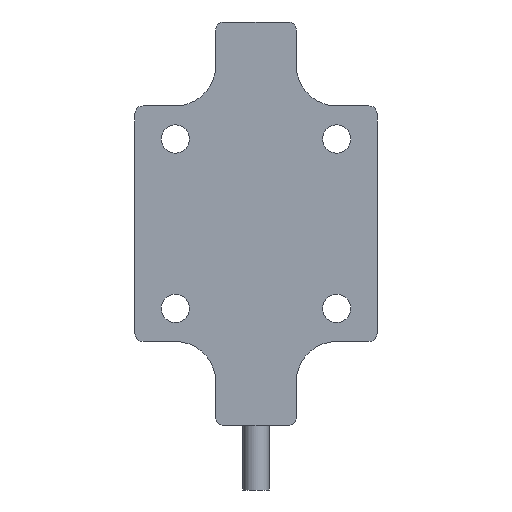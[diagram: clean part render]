
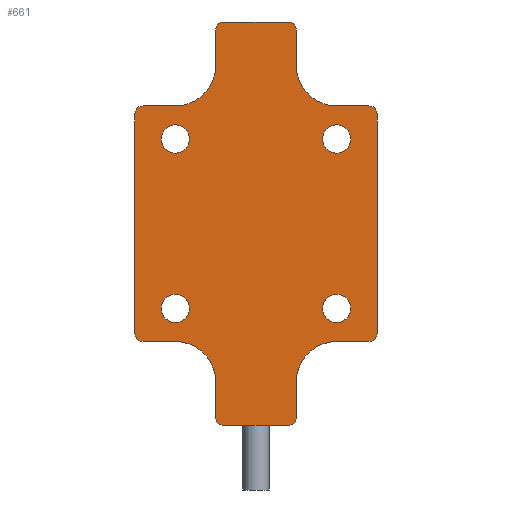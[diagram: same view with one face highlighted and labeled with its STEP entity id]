
A CAD part, front view. The second image highlights one B-rep face of the part: STEP entity #661.
In plain terms, the highlighted planar face has unit normal (0, -1, 0).
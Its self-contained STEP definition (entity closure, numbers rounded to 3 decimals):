
#17=FACE_BOUND('',#93,.T.);
#18=FACE_BOUND('',#94,.T.);
#19=FACE_BOUND('',#95,.T.);
#20=FACE_BOUND('',#96,.T.);
#32=PLANE('',#726);
#55=FACE_OUTER_BOUND('',#92,.T.);
#92=EDGE_LOOP('',(#488,#489,#490,#491,#492,#493,#494,#495,#496,#497,#498,
#499,#500,#501,#502,#503,#504,#505,#506,#507,#508,#509,#510,#511));
#93=EDGE_LOOP('',(#512));
#94=EDGE_LOOP('',(#513));
#95=EDGE_LOOP('',(#514));
#96=EDGE_LOOP('',(#515));
#131=LINE('',#1005,#187);
#135=LINE('',#1012,#191);
#139=LINE('',#1024,#195);
#144=LINE('',#1039,#200);
#147=LINE('',#1051,#203);
#151=LINE('',#1058,#207);
#155=LINE('',#1071,#211);
#158=LINE('',#1076,#214);
#159=LINE('',#1080,#215);
#160=LINE('',#1085,#216);
#161=LINE('',#1088,#217);
#162=LINE('',#1092,#218);
#187=VECTOR('',#799,10.);
#191=VECTOR('',#803,10.);
#195=VECTOR('',#815,10.);
#200=VECTOR('',#828,10.);
#203=VECTOR('',#839,10.);
#207=VECTOR('',#843,10.);
#211=VECTOR('',#855,10.);
#214=VECTOR('',#860,10.);
#215=VECTOR('',#863,10.);
#216=VECTOR('',#868,10.);
#217=VECTOR('',#871,10.);
#218=VECTOR('',#874,10.);
#241=CIRCLE('',#708,5.);
#243=CIRCLE('',#712,5.);
#245=CIRCLE('',#716,5.);
#247=CIRCLE('',#720,5.);
#249=CIRCLE('',#724,1.);
#250=CIRCLE('',#727,1.);
#251=CIRCLE('',#728,1.);
#252=CIRCLE('',#729,1.);
#253=CIRCLE('',#730,1.);
#254=CIRCLE('',#731,1.);
#255=CIRCLE('',#732,1.);
#256=CIRCLE('',#733,1.);
#257=CIRCLE('',#734,1.75);
#258=CIRCLE('',#735,1.75);
#259=CIRCLE('',#736,1.75);
#260=CIRCLE('',#737,1.75);
#279=VERTEX_POINT('',#994);
#280=VERTEX_POINT('',#996);
#282=VERTEX_POINT('',#1002);
#283=VERTEX_POINT('',#1004);
#286=VERTEX_POINT('',#1010);
#288=VERTEX_POINT('',#1016);
#290=VERTEX_POINT('',#1022);
#293=VERTEX_POINT('',#1029);
#294=VERTEX_POINT('',#1031);
#296=VERTEX_POINT('',#1037);
#299=VERTEX_POINT('',#1044);
#300=VERTEX_POINT('',#1046);
#301=VERTEX_POINT('',#1050);
#304=VERTEX_POINT('',#1056);
#307=VERTEX_POINT('',#1064);
#308=VERTEX_POINT('',#1066);
#309=VERTEX_POINT('',#1070);
#311=VERTEX_POINT('',#1077);
#312=VERTEX_POINT('',#1079);
#313=VERTEX_POINT('',#1082);
#314=VERTEX_POINT('',#1084);
#315=VERTEX_POINT('',#1086);
#316=VERTEX_POINT('',#1089);
#317=VERTEX_POINT('',#1091);
#318=VERTEX_POINT('',#1095);
#319=VERTEX_POINT('',#1097);
#320=VERTEX_POINT('',#1099);
#321=VERTEX_POINT('',#1101);
#344=EDGE_CURVE('',#279,#280,#241,.T.);
#348=EDGE_CURVE('',#283,#282,#131,.T.);
#352=EDGE_CURVE('',#279,#286,#135,.T.);
#355=EDGE_CURVE('',#288,#282,#243,.T.);
#358=EDGE_CURVE('',#288,#290,#139,.T.);
#361=EDGE_CURVE('',#293,#294,#245,.T.);
#365=EDGE_CURVE('',#293,#296,#144,.T.);
#368=EDGE_CURVE('',#299,#300,#247,.T.);
#370=EDGE_CURVE('',#301,#294,#147,.T.);
#374=EDGE_CURVE('',#299,#304,#151,.T.);
#378=EDGE_CURVE('',#307,#308,#249,.T.);
#380=EDGE_CURVE('',#309,#308,#155,.T.);
#383=EDGE_CURVE('',#307,#300,#158,.T.);
#384=EDGE_CURVE('',#311,#304,#250,.T.);
#385=EDGE_CURVE('',#311,#312,#159,.T.);
#386=EDGE_CURVE('',#283,#312,#251,.T.);
#387=EDGE_CURVE('',#313,#290,#252,.T.);
#388=EDGE_CURVE('',#313,#314,#160,.T.);
#389=EDGE_CURVE('',#315,#314,#253,.T.);
#390=EDGE_CURVE('',#315,#280,#161,.T.);
#391=EDGE_CURVE('',#316,#286,#254,.T.);
#392=EDGE_CURVE('',#316,#317,#162,.T.);
#393=EDGE_CURVE('',#301,#317,#255,.T.);
#394=EDGE_CURVE('',#309,#296,#256,.T.);
#395=EDGE_CURVE('',#318,#318,#257,.T.);
#396=EDGE_CURVE('',#319,#319,#258,.T.);
#397=EDGE_CURVE('',#320,#320,#259,.T.);
#398=EDGE_CURVE('',#321,#321,#260,.T.);
#488=ORIENTED_EDGE('',*,*,#378,.F.);
#489=ORIENTED_EDGE('',*,*,#383,.T.);
#490=ORIENTED_EDGE('',*,*,#368,.F.);
#491=ORIENTED_EDGE('',*,*,#374,.T.);
#492=ORIENTED_EDGE('',*,*,#384,.F.);
#493=ORIENTED_EDGE('',*,*,#385,.T.);
#494=ORIENTED_EDGE('',*,*,#386,.F.);
#495=ORIENTED_EDGE('',*,*,#348,.T.);
#496=ORIENTED_EDGE('',*,*,#355,.F.);
#497=ORIENTED_EDGE('',*,*,#358,.T.);
#498=ORIENTED_EDGE('',*,*,#387,.F.);
#499=ORIENTED_EDGE('',*,*,#388,.T.);
#500=ORIENTED_EDGE('',*,*,#389,.F.);
#501=ORIENTED_EDGE('',*,*,#390,.T.);
#502=ORIENTED_EDGE('',*,*,#344,.F.);
#503=ORIENTED_EDGE('',*,*,#352,.T.);
#504=ORIENTED_EDGE('',*,*,#391,.F.);
#505=ORIENTED_EDGE('',*,*,#392,.T.);
#506=ORIENTED_EDGE('',*,*,#393,.F.);
#507=ORIENTED_EDGE('',*,*,#370,.T.);
#508=ORIENTED_EDGE('',*,*,#361,.F.);
#509=ORIENTED_EDGE('',*,*,#365,.T.);
#510=ORIENTED_EDGE('',*,*,#394,.F.);
#511=ORIENTED_EDGE('',*,*,#380,.T.);
#512=ORIENTED_EDGE('',*,*,#395,.F.);
#513=ORIENTED_EDGE('',*,*,#396,.F.);
#514=ORIENTED_EDGE('',*,*,#397,.F.);
#515=ORIENTED_EDGE('',*,*,#398,.F.);
#661=ADVANCED_FACE('',(#55,#17,#18,#19,#20),#32,.F.);
#708=AXIS2_PLACEMENT_3D('',#997,#792,#793);
#712=AXIS2_PLACEMENT_3D('',#1018,#809,#810);
#716=AXIS2_PLACEMENT_3D('',#1032,#821,#822);
#720=AXIS2_PLACEMENT_3D('',#1047,#834,#835);
#724=AXIS2_PLACEMENT_3D('',#1067,#850,#851);
#726=AXIS2_PLACEMENT_3D('',#1075,#858,#859);
#727=AXIS2_PLACEMENT_3D('',#1078,#861,#862);
#728=AXIS2_PLACEMENT_3D('',#1081,#864,#865);
#729=AXIS2_PLACEMENT_3D('',#1083,#866,#867);
#730=AXIS2_PLACEMENT_3D('',#1087,#869,#870);
#731=AXIS2_PLACEMENT_3D('',#1090,#872,#873);
#732=AXIS2_PLACEMENT_3D('',#1093,#875,#876);
#733=AXIS2_PLACEMENT_3D('',#1094,#877,#878);
#734=AXIS2_PLACEMENT_3D('',#1096,#879,#880);
#735=AXIS2_PLACEMENT_3D('',#1098,#881,#882);
#736=AXIS2_PLACEMENT_3D('',#1100,#883,#884);
#737=AXIS2_PLACEMENT_3D('',#1102,#885,#886);
#792=DIRECTION('center_axis',(0.,-1.,0.));
#793=DIRECTION('ref_axis',(0.707,0.,0.707));
#799=DIRECTION('',(0.,0.,-1.));
#803=DIRECTION('',(0.,0.,-1.));
#809=DIRECTION('center_axis',(0.,-1.,0.));
#810=DIRECTION('ref_axis',(0.707,0.,-0.707));
#815=DIRECTION('',(-1.,0.,0.));
#821=DIRECTION('center_axis',(0.,-1.,0.));
#822=DIRECTION('ref_axis',(-0.707,0.,0.707));
#828=DIRECTION('',(1.,0.,0.));
#834=DIRECTION('center_axis',(0.,-1.,0.));
#835=DIRECTION('ref_axis',(-0.707,0.,-0.707));
#839=DIRECTION('',(0.,0.,1.));
#843=DIRECTION('',(0.,0.,1.));
#850=DIRECTION('center_axis',(0.,1.,0.));
#851=DIRECTION('ref_axis',(0.707,0.,0.707));
#855=DIRECTION('',(0.,0.,1.));
#858=DIRECTION('center_axis',(0.,1.,0.));
#859=DIRECTION('ref_axis',(1.,0.,0.));
#860=DIRECTION('',(-1.,0.,0.));
#861=DIRECTION('center_axis',(0.,1.,0.));
#862=DIRECTION('ref_axis',(0.707,0.,0.707));
#863=DIRECTION('',(-1.,0.,0.));
#864=DIRECTION('center_axis',(0.,1.,0.));
#865=DIRECTION('ref_axis',(-0.707,0.,0.707));
#866=DIRECTION('center_axis',(0.,1.,0.));
#867=DIRECTION('ref_axis',(-0.707,0.,0.707));
#868=DIRECTION('',(0.,0.,-1.));
#869=DIRECTION('center_axis',(0.,1.,0.));
#870=DIRECTION('ref_axis',(-0.707,0.,-0.707));
#871=DIRECTION('',(1.,0.,0.));
#872=DIRECTION('center_axis',(0.,1.,0.));
#873=DIRECTION('ref_axis',(-0.707,0.,-0.707));
#874=DIRECTION('',(1.,0.,0.));
#875=DIRECTION('center_axis',(0.,1.,0.));
#876=DIRECTION('ref_axis',(0.707,0.,-0.707));
#877=DIRECTION('center_axis',(0.,1.,0.));
#878=DIRECTION('ref_axis',(0.707,0.,-0.707));
#879=DIRECTION('center_axis',(0.,-1.,0.));
#880=DIRECTION('ref_axis',(1.,0.,0.));
#881=DIRECTION('center_axis',(0.,-1.,0.));
#882=DIRECTION('ref_axis',(1.,0.,0.));
#883=DIRECTION('center_axis',(0.,-1.,0.));
#884=DIRECTION('ref_axis',(1.,0.,0.));
#885=DIRECTION('center_axis',(0.,-1.,0.));
#886=DIRECTION('ref_axis',(1.,0.,0.));
#994=CARTESIAN_POINT('',(10.,0.,-44.6));
#996=CARTESIAN_POINT('',(5.,0.,-39.6));
#997=CARTESIAN_POINT('Origin',(5.,0.,-44.6));
#1002=CARTESIAN_POINT('',(10.,0.,-5.4));
#1004=CARTESIAN_POINT('',(10.,0.,-1.));
#1005=CARTESIAN_POINT('',(10.,0.,0.));
#1010=CARTESIAN_POINT('',(10.,0.,-49.));
#1012=CARTESIAN_POINT('',(10.,0.,0.));
#1016=CARTESIAN_POINT('',(5.,0.,-10.4));
#1018=CARTESIAN_POINT('Origin',(5.,0.,-5.4));
#1022=CARTESIAN_POINT('',(1.,0.,-10.4));
#1024=CARTESIAN_POINT('',(30.,0.,-10.4));
#1029=CARTESIAN_POINT('',(25.,0.,-39.6));
#1031=CARTESIAN_POINT('',(20.,0.,-44.6));
#1032=CARTESIAN_POINT('Origin',(25.,0.,-44.6));
#1037=CARTESIAN_POINT('',(29.,0.,-39.6));
#1039=CARTESIAN_POINT('',(0.,0.,-39.6));
#1044=CARTESIAN_POINT('',(20.,0.,-5.4));
#1046=CARTESIAN_POINT('',(25.,0.,-10.4));
#1047=CARTESIAN_POINT('Origin',(25.,0.,-5.4));
#1050=CARTESIAN_POINT('',(20.,0.,-49.));
#1051=CARTESIAN_POINT('',(20.,0.,-50.));
#1056=CARTESIAN_POINT('',(20.,0.,-1.));
#1058=CARTESIAN_POINT('',(20.,0.,-50.));
#1064=CARTESIAN_POINT('',(29.,0.,-10.4));
#1066=CARTESIAN_POINT('',(30.,0.,-11.4));
#1067=CARTESIAN_POINT('Origin',(29.,0.,-11.4));
#1070=CARTESIAN_POINT('',(30.,0.,-38.6));
#1071=CARTESIAN_POINT('',(30.,0.,-39.6));
#1075=CARTESIAN_POINT('Origin',(5.,0.,-25.));
#1076=CARTESIAN_POINT('',(30.,0.,-10.4));
#1077=CARTESIAN_POINT('',(19.,0.,0.));
#1078=CARTESIAN_POINT('Origin',(19.,0.,-1.));
#1079=CARTESIAN_POINT('',(11.,0.,0.));
#1080=CARTESIAN_POINT('',(20.,0.,0.));
#1081=CARTESIAN_POINT('Origin',(11.,0.,-1.));
#1082=CARTESIAN_POINT('',(0.,0.,-11.4));
#1083=CARTESIAN_POINT('Origin',(1.,0.,-11.4));
#1084=CARTESIAN_POINT('',(0.,0.,-38.6));
#1085=CARTESIAN_POINT('',(0.,0.,-10.4));
#1086=CARTESIAN_POINT('',(1.,0.,-39.6));
#1087=CARTESIAN_POINT('Origin',(1.,0.,-38.6));
#1088=CARTESIAN_POINT('',(0.,0.,-39.6));
#1089=CARTESIAN_POINT('',(11.,0.,-50.));
#1090=CARTESIAN_POINT('Origin',(11.,0.,-49.));
#1091=CARTESIAN_POINT('',(19.,0.,-50.));
#1092=CARTESIAN_POINT('',(10.,0.,-50.));
#1093=CARTESIAN_POINT('Origin',(19.,0.,-49.));
#1094=CARTESIAN_POINT('Origin',(29.,0.,-38.6));
#1095=CARTESIAN_POINT('',(23.25,0.,-35.5));
#1096=CARTESIAN_POINT('Origin',(25.,0.,-35.5));
#1097=CARTESIAN_POINT('',(23.25,0.,-14.5));
#1098=CARTESIAN_POINT('Origin',(25.,0.,-14.5));
#1099=CARTESIAN_POINT('',(3.25,0.,-14.5));
#1100=CARTESIAN_POINT('Origin',(5.,0.,-14.5));
#1101=CARTESIAN_POINT('',(3.25,0.,-35.5));
#1102=CARTESIAN_POINT('Origin',(5.,0.,-35.5));
